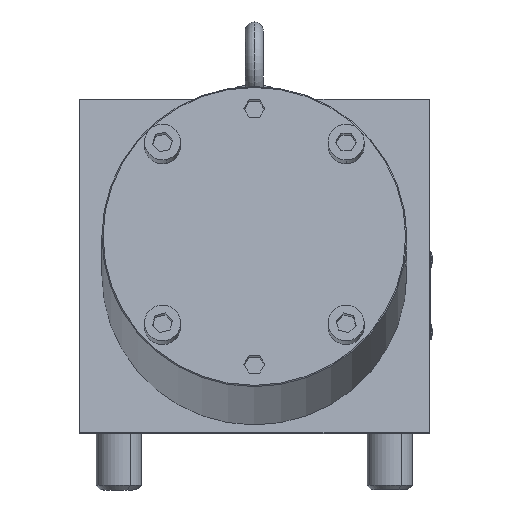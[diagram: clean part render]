
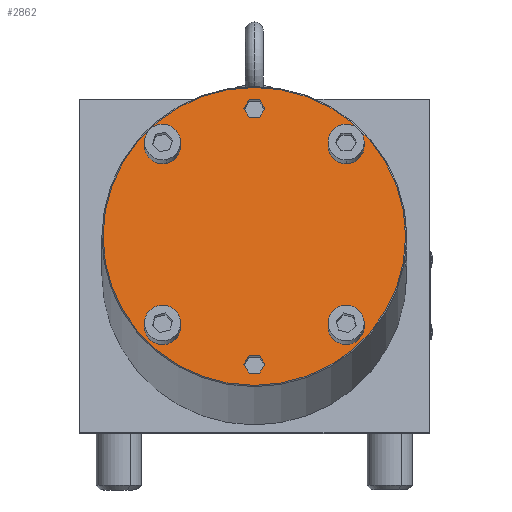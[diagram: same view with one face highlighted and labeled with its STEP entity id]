
A CAD part, left-side view. The second image highlights one B-rep face of the part: STEP entity #2862.
In plain terms, the highlighted planar face has unit normal (-0.985, 0, 0.174).
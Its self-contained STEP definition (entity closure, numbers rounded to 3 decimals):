
#2862=ADVANCED_FACE('',(#5824,#5825,#5826,#5827,#5828,#5829,#5830),#5831,.T.);
#5824=FACE_BOUND('',#9156,.T.);
#5825=FACE_BOUND('',#9157,.T.);
#5826=FACE_BOUND('',#9158,.T.);
#5827=FACE_BOUND('',#9159,.T.);
#5828=FACE_BOUND('',#9160,.T.);
#5829=FACE_BOUND('',#9161,.T.);
#5830=FACE_OUTER_BOUND('',#9162,.T.);
#5831=PLANE('',#9163);
#9156=EDGE_LOOP('',(#17363,#17364,#17365,#17366,#17367,#17368));
#9157=EDGE_LOOP('',(#17369,#17370,#17371,#17372,#17373,#17374));
#9158=EDGE_LOOP('',(#17375,#17376));
#9159=EDGE_LOOP('',(#17377,#17378));
#9160=EDGE_LOOP('',(#17379,#17380));
#9161=EDGE_LOOP('',(#17381,#17382));
#9162=EDGE_LOOP('',(#17383,#17384));
#9163=AXIS2_PLACEMENT_3D('',#17385,#17386,#17387);
#17363=ORIENTED_EDGE('',*,*,#21087,.T.);
#17364=ORIENTED_EDGE('',*,*,#21091,.T.);
#17365=ORIENTED_EDGE('',*,*,#21094,.T.);
#17366=ORIENTED_EDGE('',*,*,#21097,.T.);
#17367=ORIENTED_EDGE('',*,*,#21100,.T.);
#17368=ORIENTED_EDGE('',*,*,#21102,.T.);
#17369=ORIENTED_EDGE('',*,*,#21170,.T.);
#17370=ORIENTED_EDGE('',*,*,#21174,.T.);
#17371=ORIENTED_EDGE('',*,*,#21177,.T.);
#17372=ORIENTED_EDGE('',*,*,#21180,.T.);
#17373=ORIENTED_EDGE('',*,*,#21183,.T.);
#17374=ORIENTED_EDGE('',*,*,#21185,.T.);
#17375=ORIENTED_EDGE('',*,*,#21076,.T.);
#17376=ORIENTED_EDGE('',*,*,#21030,.T.);
#17377=ORIENTED_EDGE('',*,*,#21130,.T.);
#17378=ORIENTED_EDGE('',*,*,#21025,.T.);
#17379=ORIENTED_EDGE('',*,*,#21159,.T.);
#17380=ORIENTED_EDGE('',*,*,#21020,.T.);
#17381=ORIENTED_EDGE('',*,*,#21219,.T.);
#17382=ORIENTED_EDGE('',*,*,#21005,.T.);
#17383=ORIENTED_EDGE('',*,*,#20857,.F.);
#17384=ORIENTED_EDGE('',*,*,#21225,.F.);
#17385=CARTESIAN_POINT('',(-84.114,44.,87.326));
#17386=DIRECTION('',(-0.985,0.,0.174));
#17387=DIRECTION('',(0.,1.0,0.));
#20857=EDGE_CURVE('',#25366,#25369,#25370,.T.);
#21005=EDGE_CURVE('',#25612,#25609,#25613,.T.);
#21020=EDGE_CURVE('',#25638,#25635,#25639,.T.);
#21025=EDGE_CURVE('',#25647,#25644,#25648,.T.);
#21030=EDGE_CURVE('',#25656,#25653,#25657,.T.);
#21076=EDGE_CURVE('',#25653,#25656,#25722,.T.);
#21087=EDGE_CURVE('',#25740,#25738,#25741,.T.);
#21091=EDGE_CURVE('',#25738,#25744,#25746,.T.);
#21094=EDGE_CURVE('',#25744,#25748,#25750,.T.);
#21097=EDGE_CURVE('',#25748,#25752,#25754,.T.);
#21100=EDGE_CURVE('',#25752,#25756,#25758,.T.);
#21102=EDGE_CURVE('',#25756,#25740,#25760,.T.);
#21130=EDGE_CURVE('',#25644,#25647,#25800,.T.);
#21159=EDGE_CURVE('',#25635,#25638,#25841,.T.);
#21170=EDGE_CURVE('',#25859,#25857,#25860,.T.);
#21174=EDGE_CURVE('',#25857,#25863,#25865,.T.);
#21177=EDGE_CURVE('',#25863,#25867,#25869,.T.);
#21180=EDGE_CURVE('',#25867,#25871,#25873,.T.);
#21183=EDGE_CURVE('',#25871,#25875,#25877,.T.);
#21185=EDGE_CURVE('',#25875,#25859,#25879,.T.);
#21219=EDGE_CURVE('',#25609,#25612,#25925,.T.);
#21225=EDGE_CURVE('',#25369,#25366,#25931,.T.);
#25366=VERTEX_POINT('',#33240);
#25369=VERTEX_POINT('',#33244);
#25370=CIRCLE('',#33245,67.);
#25609=VERTEX_POINT('',#33882);
#25612=VERTEX_POINT('',#33886);
#25613=CIRCLE('',#33887,8.);
#25635=VERTEX_POINT('',#33914);
#25638=VERTEX_POINT('',#33918);
#25639=CIRCLE('',#33919,8.);
#25644=VERTEX_POINT('',#33925);
#25647=VERTEX_POINT('',#33929);
#25648=CIRCLE('',#33930,8.);
#25653=VERTEX_POINT('',#33936);
#25656=VERTEX_POINT('',#33940);
#25657=CIRCLE('',#33941,8.);
#25722=CIRCLE('',#34079,8.);
#25738=VERTEX_POINT('',#34101);
#25740=VERTEX_POINT('',#34104);
#25741=LINE('',#34105,#34106);
#25744=VERTEX_POINT('',#34110);
#25746=LINE('',#34113,#34114);
#25748=VERTEX_POINT('',#34116);
#25750=LINE('',#34119,#34120);
#25752=VERTEX_POINT('',#34122);
#25754=LINE('',#34125,#34126);
#25756=VERTEX_POINT('',#34128);
#25758=LINE('',#34131,#34132);
#25760=LINE('',#34134,#34135);
#25800=CIRCLE('',#34193,8.);
#25841=CIRCLE('',#34252,8.);
#25857=VERTEX_POINT('',#34274);
#25859=VERTEX_POINT('',#34277);
#25860=LINE('',#34278,#34279);
#25863=VERTEX_POINT('',#34283);
#25865=LINE('',#34286,#34287);
#25867=VERTEX_POINT('',#34289);
#25869=LINE('',#34292,#34293);
#25871=VERTEX_POINT('',#34295);
#25873=LINE('',#34298,#34299);
#25875=VERTEX_POINT('',#34301);
#25877=LINE('',#34304,#34305);
#25879=LINE('',#34307,#34308);
#25925=CIRCLE('',#34372,8.);
#25931=CIRCLE('',#34378,67.);
#33240=CARTESIAN_POINT('',(-84.114,10.5,87.326));
#33244=CARTESIAN_POINT('',(-84.114,144.5,87.326));
#33245=AXIS2_PLACEMENT_3D('',#37540,#37541,#37542);
#33882=CARTESIAN_POINT('',(-91.544,110.448,45.186));
#33886=CARTESIAN_POINT('',(-90.804,125.869,49.385));
#33887=AXIS2_PLACEMENT_3D('',#37718,#37719,#37720);
#33914=CARTESIAN_POINT('',(-78.415,116.571,119.646));
#33918=CARTESIAN_POINT('',(-75.692,119.746,135.089));
#33919=AXIS2_PLACEMENT_3D('',#37742,#37743,#37744);
#33925=CARTESIAN_POINT('',(-78.443,36.841,119.489));
#33929=CARTESIAN_POINT('',(-75.664,36.841,135.246));
#33930=AXIS2_PLACEMENT_3D('',#37750,#37751,#37752);
#33936=CARTESIAN_POINT('',(-90.806,29.128,49.375));
#33940=CARTESIAN_POINT('',(-91.542,44.555,45.196));
#33941=AXIS2_PLACEMENT_3D('',#37758,#37759,#37760);
#34079=AXIS2_PLACEMENT_3D('',#37807,#37808,#37809);
#34101=CARTESIAN_POINT('',(-74.129,72.881,143.953));
#34104=CARTESIAN_POINT('',(-73.434,75.191,147.892));
#34105=CARTESIAN_POINT('',(-73.782,74.036,145.922));
#34106=VECTOR('',#37817,1.);
#34110=CARTESIAN_POINT('',(-74.824,75.191,140.014));
#34113=CARTESIAN_POINT('',(-74.476,74.036,141.983));
#34114=VECTOR('',#37820,1.);
#34116=CARTESIAN_POINT('',(-74.824,79.809,140.014));
#34119=CARTESIAN_POINT('',(-74.824,77.5,140.014));
#34120=VECTOR('',#37822,1.0);
#34122=CARTESIAN_POINT('',(-74.129,82.119,143.953));
#34125=CARTESIAN_POINT('',(-74.476,80.964,141.983));
#34126=VECTOR('',#37824,1.);
#34128=CARTESIAN_POINT('',(-73.434,79.809,147.892));
#34131=CARTESIAN_POINT('',(-73.782,80.964,145.922));
#34132=VECTOR('',#37826,1.);
#34134=CARTESIAN_POINT('',(-73.434,77.5,147.892));
#34135=VECTOR('',#37827,1.0);
#34193=AXIS2_PLACEMENT_3D('',#37849,#37850,#37851);
#34252=AXIS2_PLACEMENT_3D('',#37873,#37874,#37875);
#34274=CARTESIAN_POINT('',(-94.099,82.119,30.7));
#34277=CARTESIAN_POINT('',(-94.793,79.809,26.761));
#34278=CARTESIAN_POINT('',(-94.446,80.964,28.73));
#34279=VECTOR('',#37883,1.);
#34283=CARTESIAN_POINT('',(-93.404,79.809,34.639));
#34286=CARTESIAN_POINT('',(-93.751,80.964,32.67));
#34287=VECTOR('',#37886,1.);
#34289=CARTESIAN_POINT('',(-93.404,75.191,34.639));
#34292=CARTESIAN_POINT('',(-93.404,77.5,34.639));
#34293=VECTOR('',#37888,1.0);
#34295=CARTESIAN_POINT('',(-94.099,72.881,30.7));
#34298=CARTESIAN_POINT('',(-93.751,74.036,32.67));
#34299=VECTOR('',#37890,1.);
#34301=CARTESIAN_POINT('',(-94.793,75.191,26.761));
#34304=CARTESIAN_POINT('',(-94.446,74.036,28.73));
#34305=VECTOR('',#37892,1.);
#34307=CARTESIAN_POINT('',(-94.793,77.5,26.761));
#34308=VECTOR('',#37893,1.0);
#34372=AXIS2_PLACEMENT_3D('',#37924,#37925,#37926);
#34378=AXIS2_PLACEMENT_3D('',#37933,#37934,#37935);
#37540=CARTESIAN_POINT('',(-84.114,77.5,87.326));
#37541=DIRECTION('',(0.985,0.0,-0.174));
#37542=DIRECTION('',(0.0,-1.0,0.0));
#37718=CARTESIAN_POINT('',(-91.174,118.159,47.285));
#37719=DIRECTION('',(0.985,0.,-0.174));
#37720=DIRECTION('',(-0.046,-0.964,-0.262));
#37742=CARTESIAN_POINT('',(-77.054,118.159,127.367));
#37743=DIRECTION('',(0.985,0.,-0.174));
#37744=DIRECTION('',(-0.17,-0.198,-0.965));
#37750=CARTESIAN_POINT('',(-77.054,36.841,127.367));
#37751=DIRECTION('',(0.985,0.,-0.174));
#37752=DIRECTION('',(-0.174,0.0,-0.985));
#37758=CARTESIAN_POINT('',(-91.174,36.841,47.285));
#37759=DIRECTION('',(0.985,0.,-0.174));
#37760=DIRECTION('',(0.046,-0.964,0.261));
#37807=CARTESIAN_POINT('',(-91.174,36.841,47.285));
#37808=DIRECTION('',(0.985,0.,-0.174));
#37809=DIRECTION('',(0.046,-0.964,0.261));
#37817=DIRECTION('',(-0.15,-0.5,-0.853));
#37820=DIRECTION('',(-0.15,0.5,-0.853));
#37822=DIRECTION('',(0.0,1.0,-0.0));
#37824=DIRECTION('',(0.15,0.5,0.853));
#37826=DIRECTION('',(0.15,-0.5,0.853));
#37827=DIRECTION('',(0.0,-1.0,0.0));
#37849=CARTESIAN_POINT('',(-77.054,36.841,127.367));
#37850=DIRECTION('',(0.985,0.,-0.174));
#37851=DIRECTION('',(-0.174,0.0,-0.985));
#37873=CARTESIAN_POINT('',(-77.054,118.159,127.367));
#37874=DIRECTION('',(0.985,0.,-0.174));
#37875=DIRECTION('',(-0.17,-0.198,-0.965));
#37883=DIRECTION('',(0.15,0.5,0.853));
#37886=DIRECTION('',(0.15,-0.5,0.853));
#37888=DIRECTION('',(0.0,-1.0,0.0));
#37890=DIRECTION('',(-0.15,-0.5,-0.853));
#37892=DIRECTION('',(-0.15,0.5,-0.853));
#37893=DIRECTION('',(0.0,1.0,-0.0));
#37924=CARTESIAN_POINT('',(-91.174,118.159,47.285));
#37925=DIRECTION('',(0.985,0.,-0.174));
#37926=DIRECTION('',(-0.046,-0.964,-0.262));
#37933=CARTESIAN_POINT('',(-84.114,77.5,87.326));
#37934=DIRECTION('',(0.985,0.0,-0.174));
#37935=DIRECTION('',(0.0,-1.0,0.0));
